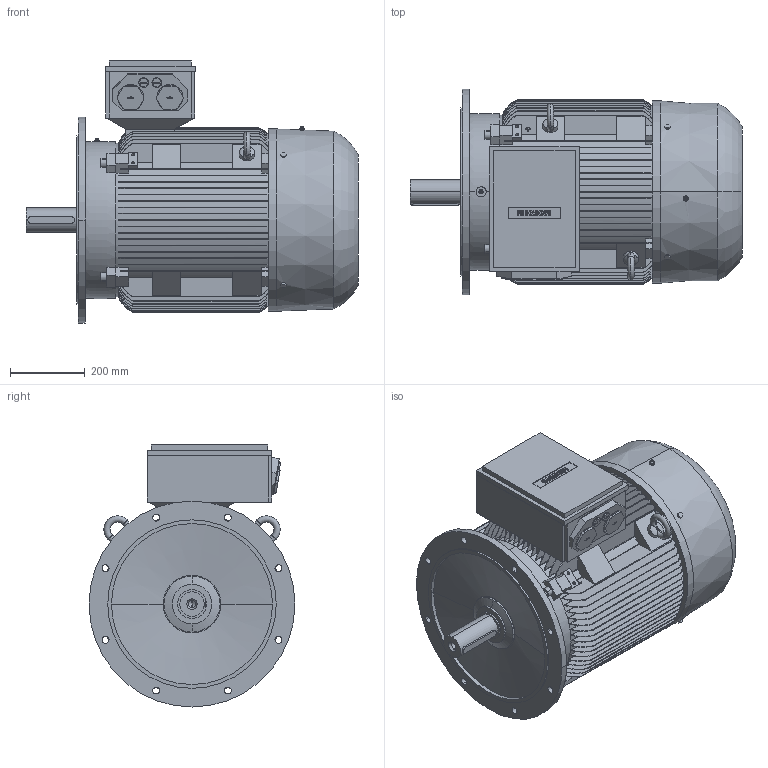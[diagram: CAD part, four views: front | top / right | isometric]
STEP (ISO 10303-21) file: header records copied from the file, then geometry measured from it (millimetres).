
FILE_DESCRIPTION(('STEP AP214'),'1');
FILE_NAME('cctmp_119B6312-CF6E-4450-B0E2-A7AD5E8F4BC7_2023_06_27_09_08_00_0087..stp','2023-06-27T07:08:01',('SIEMENS A&D'),('CADClick - www.CADClick.com'),'Spatial InterOp 3D',' ','unknown authorization');
FILE_SCHEMA(('AUTOMOTIVE_DESIGN'));
Length unit declared in the file: millimetre
Products named in the file (1): 2023_06_27_09_08_00_0071
Bounding box: 887 x 550 x 700 mm (x, y, z)
Volume: 126860793.2 mm3; surface area: 4270965 mm2
Topology: 1 solids, 1 shells, 1113 faces, 3086 edges, 2039 vertices
Faces by surface type: plane 653, cylinder 262, torus 170, cone 28
Entity records: 56640 total; most frequent: CARTESIAN_POINT 19878, ORIENTED_EDGE 6168, DIRECTION 5290, EDGE_CURVE 3084, VERTEX_POINT 2039, LINE 1816, VECTOR 1816, AXIS2_PLACEMENT_3D 1737
